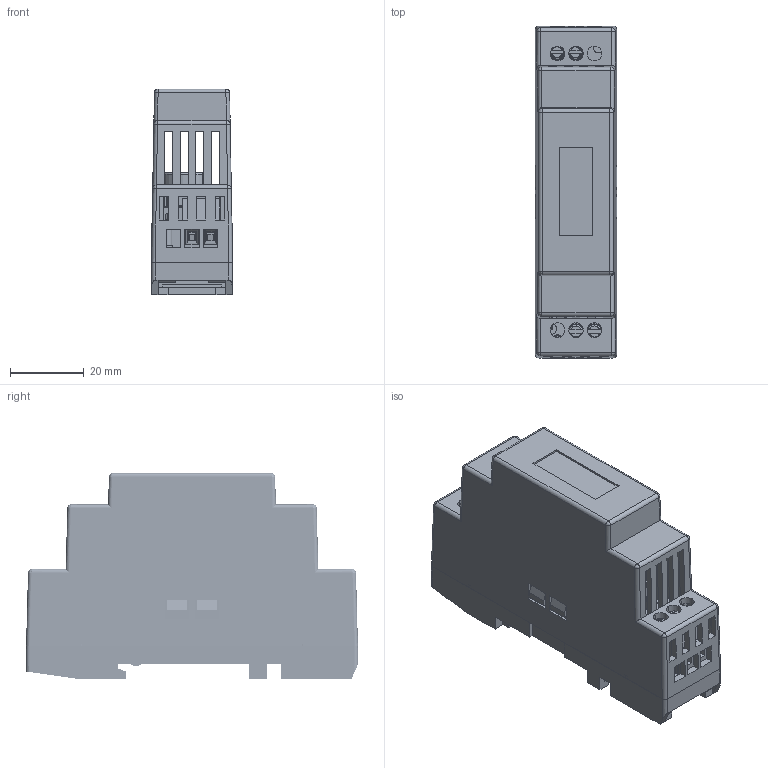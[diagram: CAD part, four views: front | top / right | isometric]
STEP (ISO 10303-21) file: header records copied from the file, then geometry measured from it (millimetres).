
FILE_DESCRIPTION (( 'STEP AP214' ), '1' );
FILE_NAME ('BP02(220825).STEP', '2022-09-22T08:59:06', ( '' ), ( '' ), 'SwSTEP 2.0', 'SolidWorks 2019', '' );
FILE_SCHEMA (( 'AUTOMOTIVE_DESIGN' ));
Length unit declared in the file: millimetre
Products named in the file (141): R9IPD55P01; C15IPD55P01; C5IPD55P01_v1; C_125X20L5; User_Library-DIOM5539X24; R3IPD55P01; R8IPD55P01_v1; C17IPD55P01_v1; 5561715184; Designator118IPD55P01_v1; SOT23A; L2IPD55P01_v1; �������_��_㬮�砭��; Leader; DA3IPD55P01; C12IPD55P01_v1; 1608(0603); VD4IPD55P01_v1; C6IPD55P01; C14IPD55P01_v1; DA1IPD55P01; Skoba; UU9LF-B223; BP02(220825); CAPEN10x18; Open_CASCADE_STEP_translator_6.8_5.1; RC0805; C7IPD55P01_v1; XT1IPD55P01; VD3IPD55P01_v1; RC1206; C5IPD55P01; XT1IPD55P01_v1; �������������_��_㬮�砭��; ﾒﾈﾓ4,5_-ﾃﾑ; R3IPD55P01_v1; C15IPD55P01_v1; C3IPD55P01; 扻豵鵨 弝謹.731153.420; BoardIPD55P01_v1 ...
Assembly tree (246 placements, depth 6):
  BP02(220825)
    Ïàíåëü çàäíÿÿ_din1.22
    扻豵鵨 弝謹.731153.420
    IPD55P01
      BoardIPD55P01
        Open CASCADE STEP translator 6.8 1.1.1
      C5IPD55P01
        0603(1608)
      C6IPD55P01
        0603(1608)
      TV1IPD55P01
        ﾒﾈﾓ4,5_-ﾃﾑ
          �������_��_㬮�砭��
          �������������_��_㬮�砭��  x2
      C1IPD55P01
        MKP_6X12X17.5
      C2IPD55P01
        1812(4532)
      C3IPD55P01
        1206(3216)
      C4IPD55P01
        5_2n
      C7IPD55P01
        0603(1608)
      C8IPD55P01
        5_2n
      C9IPD55P01
        0603(1608)
      C11IPD55P01
        1206(3216)
      C12IPD55P01
        C_125X20L5
      C13IPD55P01
        JY_8A2
      C14IPD55P01
        User_Library-AVX_BCASE
      C15IPD55P01
        0603(1608)
      C16IPD55P01
        1206(3216)
      C17IPD55P01
        0603(1608)
      DA2IPD55P01
        User_Library-SSOP-4
      DA3IPD55P01
        SOT23A
      FU1IPD55P01
        BP4XX_10
      L1IPD55P01
        UU9LF-B223
          Karkas(UU9LF)
          MagnProvod  x2
          Skoba
      L2IPD55P01
        IND3225X135
      R1IPD55P01
        RC1206
      R2IPD55P01
        RC1206
      R3IPD55P01
Bounding box: 22.2 x 90 x 55.8 mm (x, y, z)
Volume: 42590.7 mm3; surface area: 61963.9 mm2
Topology: 206 solids, 210 shells, 9086 faces, 22780 edges, 14362 vertices
Faces by surface type: plane 4898, bspline 2198, cylinder 1754, sphere 176, torus 38, cone 22
Entity records: 143546 total; most frequent: CARTESIAN_POINT 43344, ORIENTED_EDGE 15034, DIRECTION 12475, EDGE_CURVE 7519, VERTEX_POINT 4842, LINE 4777, VECTOR 4777, AXIS2_PLACEMENT_3D 3849
